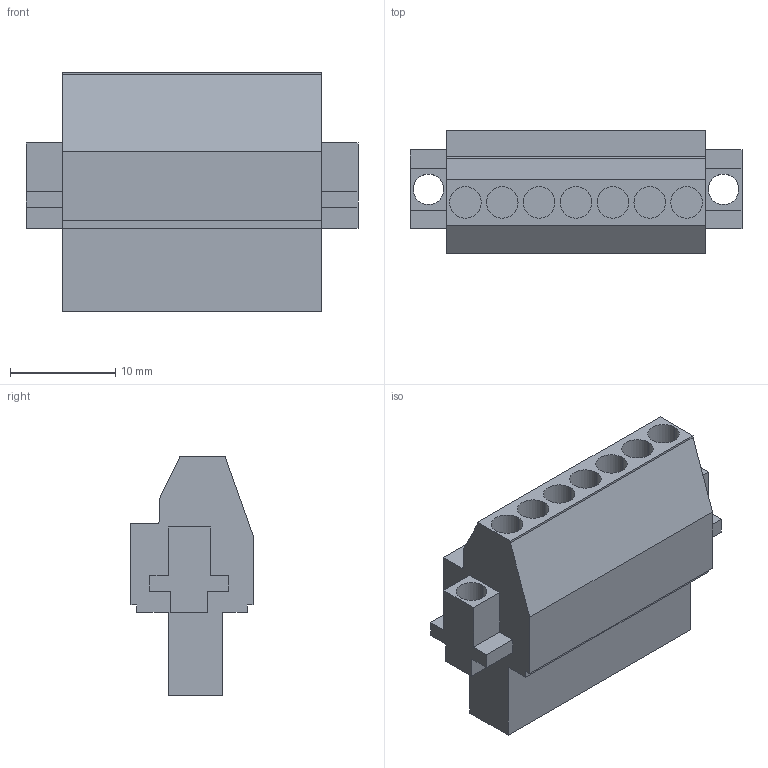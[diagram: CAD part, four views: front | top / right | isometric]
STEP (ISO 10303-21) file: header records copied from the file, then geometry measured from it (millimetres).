
FILE_DESCRIPTION(('CATIA V5 STEP Exchange','CAx-IF Rec.Pracs.--- Model Styling and Organization---1.2---2011-12-15'),'2;1');
FILE_NAME ('D1454072_0_1639290000_1639290000.stp','2018-09-10T16:31:43+00:00',('none'),('Weidmueller'),'CATIA Version 5-6 Release 2014','CATIA V5 STEP AP214','none');
FILE_SCHEMA(('AUTOMOTIVE_DESIGN { 1 0 10303 214 1 1 1 1 }'));
Length unit declared in the file: millimetre
Products named in the file (1): 1639290000
Bounding box: 31.5 x 11.6 x 22.7 mm (x, y, z)
Volume: 4215.4 mm3; surface area: 2677.1 mm2
Topology: 1 solids, 1 shells, 142 faces, 351 edges, 234 vertices
Faces by surface type: plane 123, cylinder 19
Entity records: 3759 total; most frequent: CARTESIAN_POINT 718, ORIENTED_EDGE 702, DIRECTION 447, EDGE_CURVE 351, VECTOR 257, LINE 257, VERTEX_POINT 234, EDGE_LOOP 169
